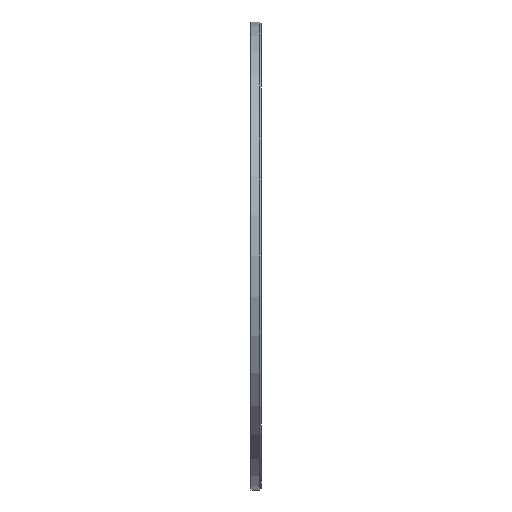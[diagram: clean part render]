
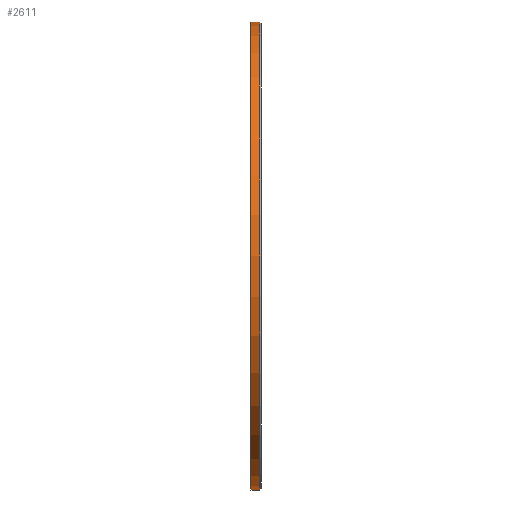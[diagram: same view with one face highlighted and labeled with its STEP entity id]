
A CAD part, left-side view. The second image highlights one B-rep face of the part: STEP entity #2611.
In plain terms, the highlighted cylindrical face has radius 350 mm (diameter 700 mm), a partial arc.
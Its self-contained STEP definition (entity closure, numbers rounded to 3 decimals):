
#46 = CARTESIAN_POINT ( 'NONE',  ( 350., 64.086, 350. ) ) ;
#149 = VECTOR ( 'NONE', #666, 1000. ) ;
#180 = CARTESIAN_POINT ( 'NONE',  ( 350., 2., -350. ) ) ;
#226 = DIRECTION ( 'NONE',  ( 0., 0., 1. ) ) ;
#262 = CYLINDRICAL_SURFACE ( 'NONE', #2870, 350. ) ;
#381 = DIRECTION ( 'NONE',  ( 0., 0., -1. ) ) ;
#417 = CARTESIAN_POINT ( 'NONE',  ( 350., 15., 350. ) ) ;
#534 = LINE ( 'NONE', #46, #2757 ) ;
#594 = CIRCLE ( 'NONE', #1592, 350. ) ;
#666 = DIRECTION ( 'NONE',  ( 0., 1., 0. ) ) ;
#743 = AXIS2_PLACEMENT_3D ( 'NONE', #2098, #2086, #1410 ) ;
#861 = CARTESIAN_POINT ( 'NONE',  ( 350., 2., 0. ) ) ;
#923 = FACE_OUTER_BOUND ( 'NONE', #2657, .T. ) ;
#1124 = EDGE_CURVE ( 'NONE', #1571, #2734, #2973, .T. ) ;
#1155 = ORIENTED_EDGE ( 'NONE', *, *, #2605, .F. ) ;
#1410 = DIRECTION ( 'NONE',  ( 0., 0., 1. ) ) ;
#1560 = DIRECTION ( 'NONE',  ( 0., 1., 0. ) ) ;
#1571 = VERTEX_POINT ( 'NONE', #180 ) ;
#1592 = AXIS2_PLACEMENT_3D ( 'NONE', #861, #1560, #381 ) ;
#1612 = VERTEX_POINT ( 'NONE', #417 ) ;
#1639 = CIRCLE ( 'NONE', #743, 350. ) ;
#1656 = EDGE_CURVE ( 'NONE', #2953, #1612, #534, .T. ) ;
#1698 = DIRECTION ( 'NONE',  ( 0., 1., 0. ) ) ;
#1861 = CARTESIAN_POINT ( 'NONE',  ( 350., 64.086, 0. ) ) ;
#2086 = DIRECTION ( 'NONE',  ( 0., 1., 0. ) ) ;
#2098 = CARTESIAN_POINT ( 'NONE',  ( 350., 15., 0. ) ) ;
#2171 = CARTESIAN_POINT ( 'NONE',  ( 350., 15., -350. ) ) ;
#2292 = ORIENTED_EDGE ( 'NONE', *, *, #1656, .T. ) ;
#2360 = DIRECTION ( 'NONE',  ( 0., 1., 0. ) ) ;
#2413 = CARTESIAN_POINT ( 'NONE',  ( 350., 2., 350. ) ) ;
#2481 = EDGE_CURVE ( 'NONE', #1571, #2953, #594, .T. ) ;
#2605 = EDGE_CURVE ( 'NONE', #2734, #1612, #1639, .T. ) ;
#2611 = ADVANCED_FACE ( 'NONE', ( #923 ), #262, .T. ) ;
#2613 = ORIENTED_EDGE ( 'NONE', *, *, #2481, .T. ) ;
#2657 = EDGE_LOOP ( 'NONE', ( #2752, #2613, #2292, #1155 ) ) ;
#2734 = VERTEX_POINT ( 'NONE', #2171 ) ;
#2752 = ORIENTED_EDGE ( 'NONE', *, *, #1124, .F. ) ;
#2757 = VECTOR ( 'NONE', #1698, 1000. ) ;
#2870 = AXIS2_PLACEMENT_3D ( 'NONE', #1861, #2360, #226 ) ;
#2953 = VERTEX_POINT ( 'NONE', #2413 ) ;
#2973 = LINE ( 'NONE', #2988, #149 ) ;
#2988 = CARTESIAN_POINT ( 'NONE',  ( 350., 64.086, -350. ) ) ;
